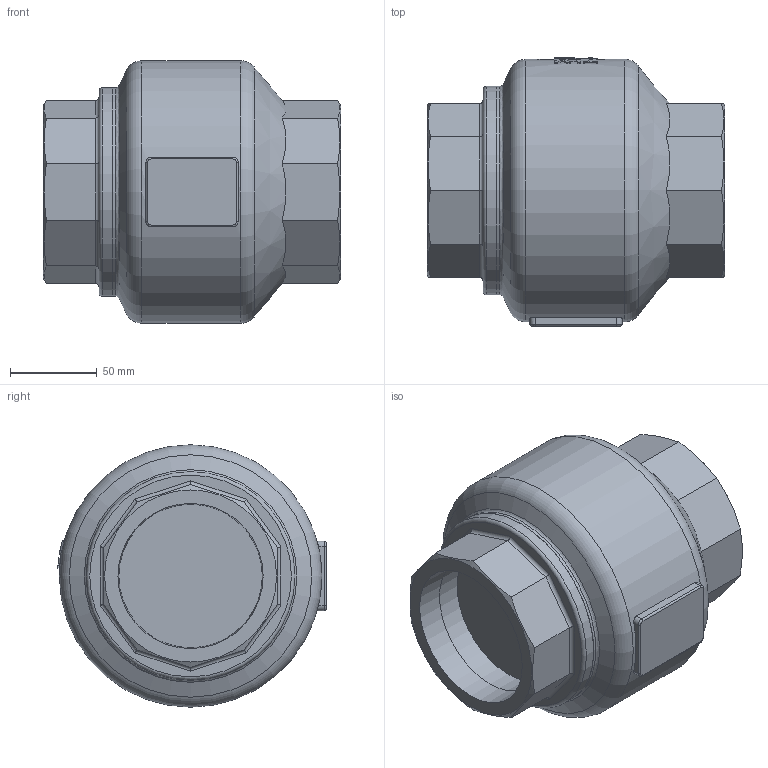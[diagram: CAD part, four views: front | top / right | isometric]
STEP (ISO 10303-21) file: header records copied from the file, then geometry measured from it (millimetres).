
FILE_DESCRIPTION((''),'2;1');
FILE_NAME('ck3mg-080-screw-00.stp','2009-11-18T16:24:10',('nakaot'),(''),'Autodesk Inventor 2008','Autodesk Inventor 2008','');
FILE_SCHEMA(('AUTOMOTIVE_DESIGN { 1 0 10303 214 1 1 1 1 }'));
Length unit declared in the file: millimetre
Products named in the file (1): ck3mg-080-screw-00
Bounding box: 171 x 154.37 x 151 mm (x, y, z)
Volume: 1908301.2 mm3; surface area: 123393.8 mm2
Topology: 1 solids, 1 shells, 110 faces, 268 edges, 170 vertices
Faces by surface type: plane 45, bspline 28, cylinder 26, torus 7, cone 4
Full cylindrical faces by diameter (mm): 80 x1, 120 x2, 151 x1
Entity records: 8766 total; most frequent: CARTESIAN_POINT 6504, ORIENTED_EDGE 496, DIRECTION 377, EDGE_CURVE 248, VERTEX_POINT 166, AXIS2_PLACEMENT_3D 137, EDGE_LOOP 136, FACE_OUTER_BOUND 110
